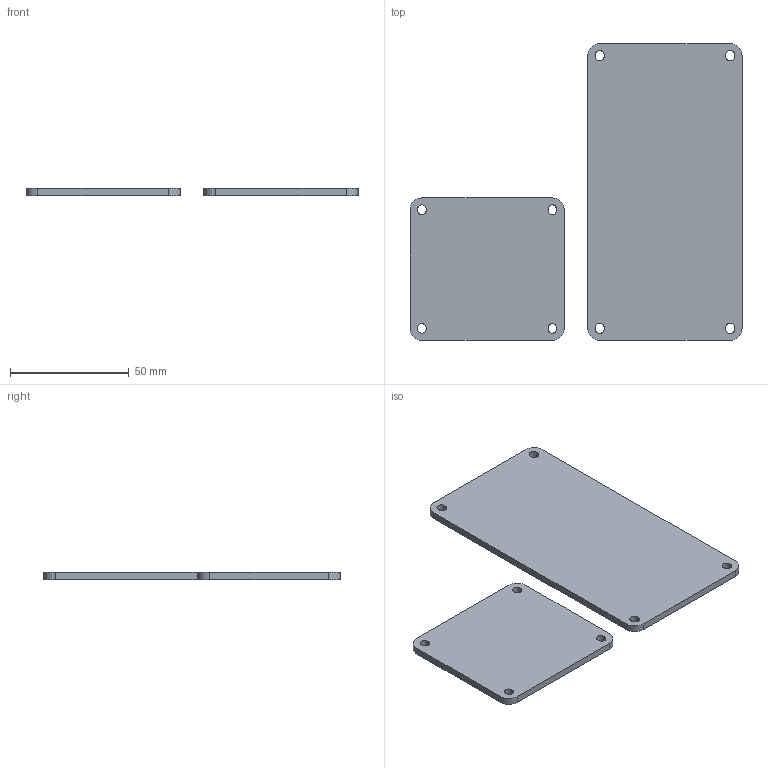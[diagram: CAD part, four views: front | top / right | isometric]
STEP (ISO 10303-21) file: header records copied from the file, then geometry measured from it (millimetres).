
FILE_DESCRIPTION(/* description */ (''),/* implementation_level */ '2;1');
FILE_NAME(/* name */ 'Lower Bay Tray - Blank.step',/* time_stamp */ '2022-07-28T10:39:05-05:00',/* author */ (''),/* organization */ (''),/* preprocessor_version */ 'ST-DEVELOPER v19',/* originating_system */ 'Autodesk Translation Framework v11.7.0.108',/* authorisation */ '');
FILE_SCHEMA (('AUTOMOTIVE_DESIGN { 1 0 10303 214 3 1 1 }'));
Length unit declared in the file: millimetre
Products named in the file (3): Lower Tray - Template V2; Small Template; Large Template
Assembly tree (2 placements, depth 2):
  Lower Tray - Template V2
    Small Template
    Large Template
Bounding box: 140 x 125 x 3 mm (x, y, z)
Volume: 35643.6 mm3; surface area: 25903.9 mm2
Topology: 2 solids, 2 shells, 52 faces, 144 edges, 96 vertices
Faces by surface type: plane 28, cylinder 24
Entity records: 1793 total; most frequent: DIRECTION 306, CARTESIAN_POINT 297, ORIENTED_EDGE 288, EDGE_CURVE 144, AXIS2_PLACEMENT_3D 105, LINE 96, VECTOR 96, VERTEX_POINT 96
